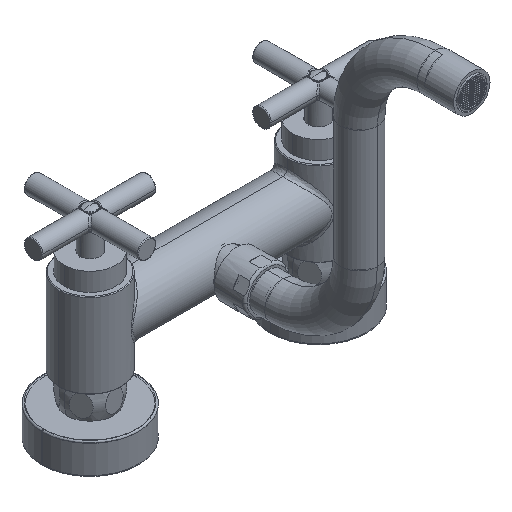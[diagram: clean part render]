
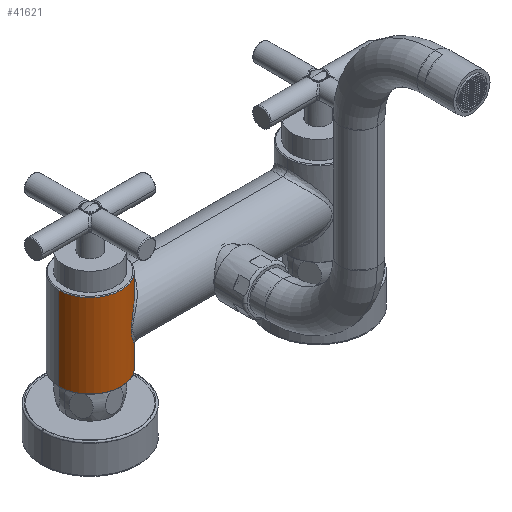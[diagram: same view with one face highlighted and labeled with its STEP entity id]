
A CAD part, isometric view. The second image highlights one B-rep face of the part: STEP entity #41621.
In plain terms, the highlighted cylindrical face has radius 20.5 mm (diameter 41 mm), a partial arc.
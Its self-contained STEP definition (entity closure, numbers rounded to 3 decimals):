
#5001=CARTESIAN_POINT('',(-75.,0.,27.4));
#5002=DIRECTION('',(0.,0.,1.));
#5003=DIRECTION('',(-1.,0.,0.));
#5004=AXIS2_PLACEMENT_3D('',#5001,#5002,#5003);
#5006=CARTESIAN_POINT('',(-54.5,0.,21.5));
#5007=CARTESIAN_POINT('',(-54.5,-0.228,
21.5));
#5008=CARTESIAN_POINT('',(-54.508,-0.685,
21.49));
#5009=CARTESIAN_POINT('',(-54.542,-1.375,
21.447));
#5010=CARTESIAN_POINT('',(-54.601,-2.069,
21.374));
#5011=CARTESIAN_POINT('',(-54.684,-2.768,
21.27));
#5012=CARTESIAN_POINT('',(-54.792,-3.471,
21.134));
#5013=CARTESIAN_POINT('',(-54.926,-4.178,
20.965));
#5014=CARTESIAN_POINT('',(-55.087,-4.887,
20.763));
#5015=CARTESIAN_POINT('',(-55.275,-5.599,
20.526));
#5016=CARTESIAN_POINT('',(-55.491,-6.313,
20.252));
#5017=CARTESIAN_POINT('',(-55.738,-7.029,
19.94));
#5018=CARTESIAN_POINT('',(-56.015,-7.747,
19.587));
#5019=CARTESIAN_POINT('',(-56.324,-8.466,
19.192));
#5020=CARTESIAN_POINT('',(-56.667,-9.186,
18.753));
#5021=CARTESIAN_POINT('',(-57.046,-9.905,
18.266));
#5022=CARTESIAN_POINT('',(-57.46,-10.622,
17.729));
#5023=CARTESIAN_POINT('',(-57.912,-11.335,
17.14));
#5024=CARTESIAN_POINT('',(-58.401,-12.04,
16.496));
#5025=CARTESIAN_POINT('',(-58.927,-12.734,
15.797));
#5026=CARTESIAN_POINT('',(-59.49,-13.415,
15.039));
#5027=CARTESIAN_POINT('',(-60.089,-14.078,
14.221));
#5028=CARTESIAN_POINT('',(-60.717,-14.715,
13.347));
#5029=CARTESIAN_POINT('',(-61.371,-15.322,
12.418));
#5030=CARTESIAN_POINT('',(-62.038,-15.89,
11.442));
#5031=CARTESIAN_POINT('',(-62.704,-16.41,
10.432));
#5032=CARTESIAN_POINT('',(-63.352,-16.875,
9.406));
#5033=CARTESIAN_POINT('',(-63.959,-17.277,
8.389));
#5034=CARTESIAN_POINT('',(-64.507,-17.614,
7.408));
#5035=CARTESIAN_POINT('',(-64.987,-17.891,
6.476));
#5036=CARTESIAN_POINT('',(-65.393,-18.111,
5.61));
#5037=CARTESIAN_POINT('',(-65.73,-18.286,
4.803));
#5038=CARTESIAN_POINT('',(-66.007,-18.423,
4.053));
#5039=CARTESIAN_POINT('',(-66.229,-18.529,
3.352));
#5040=CARTESIAN_POINT('',(-66.403,-18.611,
2.691));
#5041=CARTESIAN_POINT('',(-66.536,-18.671,
2.061));
#5042=CARTESIAN_POINT('',(-66.632,-18.715,
1.457));
#5043=CARTESIAN_POINT('',(-66.695,-18.742,
0.87));
#5044=CARTESIAN_POINT('',(-66.725,-18.756,
0.293));
#5045=CARTESIAN_POINT('',(-66.725,-18.756,
-0.281));
#5046=CARTESIAN_POINT('',(-66.695,-18.743,
-0.858));
#5047=CARTESIAN_POINT('',(-66.634,-18.715,
-1.445));
#5048=CARTESIAN_POINT('',(-66.539,-18.673,
-2.048));
#5049=CARTESIAN_POINT('',(-66.406,-18.612,
-2.677));
#5050=CARTESIAN_POINT('',(-66.233,-18.531,
-3.338));
#5051=CARTESIAN_POINT('',(-66.013,-18.426,
-4.037));
#5052=CARTESIAN_POINT('',(-65.738,-18.29,
-4.784));
#5053=CARTESIAN_POINT('',(-65.401,-18.115,
-5.59));
#5054=CARTESIAN_POINT('',(-64.996,-17.896,
-6.458));
#5055=CARTESIAN_POINT('',(-64.52,-17.622,
-7.383));
#5056=CARTESIAN_POINT('',(-63.973,-17.286,
-8.365));
#5057=CARTESIAN_POINT('',(-63.367,-16.886,
-9.381));
#5058=CARTESIAN_POINT('',(-62.722,-16.423,
-10.404));
#5059=CARTESIAN_POINT('',(-62.057,-15.905,
-11.415));
#5060=CARTESIAN_POINT('',(-61.389,-15.338,
-12.392));
#5061=CARTESIAN_POINT('',(-60.736,-14.733,
-13.321));
#5062=CARTESIAN_POINT('',(-60.107,-14.097,
-14.197));
#5063=CARTESIAN_POINT('',(-59.508,-13.435,
-15.015));
#5064=CARTESIAN_POINT('',(-58.944,-12.755,
-15.775));
#5065=CARTESIAN_POINT('',(-58.416,-12.061,
-16.476));
#5066=CARTESIAN_POINT('',(-57.926,-11.356,
-17.121));
#5067=CARTESIAN_POINT('',(-57.473,-10.644,
-17.712));
#5068=CARTESIAN_POINT('',(-57.057,-9.927,
-18.25));
#5069=CARTESIAN_POINT('',(-56.678,-9.207,
-18.739));
#5070=CARTESIAN_POINT('',(-56.333,-8.486,
-19.181));
#5071=CARTESIAN_POINT('',(-56.023,-7.766,
-19.577));
#5072=CARTESIAN_POINT('',(-55.744,-7.047,
-19.931));
#5073=CARTESIAN_POINT('',(-55.497,-6.331,
-20.244));
#5074=CARTESIAN_POINT('',(-55.28,-5.617,
-20.519));
#5075=CARTESIAN_POINT('',(-55.091,-4.906,
-20.757));
#5076=CARTESIAN_POINT('',(-54.93,-4.197,
-20.96));
#5077=CARTESIAN_POINT('',(-54.795,-3.49,
-21.13));
#5078=CARTESIAN_POINT('',(-54.686,-2.786,
-21.267));
#5079=CARTESIAN_POINT('',(-54.602,-2.084,
-21.372));
#5080=CARTESIAN_POINT('',(-54.543,-1.385,
-21.446));
#5081=CARTESIAN_POINT('',(-54.508,-0.69,
-21.49));
#5082=CARTESIAN_POINT('',(-54.5,-0.23,
-21.5));
#5083=CARTESIAN_POINT('',(-54.5,0.,-21.5));
#5085=CARTESIAN_POINT('',(-75.,0.,-27.4));
#5086=DIRECTION('',(0.,0.,-1.));
#5087=DIRECTION('',(1.,0.,0.));
#5088=AXIS2_PLACEMENT_3D('',#5085,#5086,#5087);
#5090=DIRECTION('',(0.,0.,1.));
#5091=VECTOR('',#5090,54.8);
#5092=CARTESIAN_POINT('',(-95.5,0.,
-27.4));
#5093=LINE('',#5092,#5091);
#5132=DIRECTION('',(0.,0.,1.));
#5133=VECTOR('',#5132,5.9);
#5134=CARTESIAN_POINT('',(-54.5,0.,
-27.4));
#5135=LINE('',#5134,#5133);
#5215=DIRECTION('',(0.,0.,1.));
#5216=VECTOR('',#5215,5.9);
#5217=CARTESIAN_POINT('',(-54.5,0.,21.5));
#5218=LINE('',#5217,#5216);
#30906=VERTEX_POINT('',#5006);
#30907=VERTEX_POINT('',#5083);
#30966=CARTESIAN_POINT('',(-95.5,0.,27.4));
#30967=CARTESIAN_POINT('',(-54.5,0.,27.4));
#30968=VERTEX_POINT('',#30966);
#30969=VERTEX_POINT('',#30967);
#30974=CARTESIAN_POINT('',(-54.5,0.,-27.4));
#30975=CARTESIAN_POINT('',(-95.5,0.,-27.4));
#30976=VERTEX_POINT('',#30974);
#30977=VERTEX_POINT('',#30975);
#41603=CARTESIAN_POINT('',(-75.,0.,-27.9));
#41604=DIRECTION('',(0.,0.,1.));
#41605=DIRECTION('',(1.,0.,0.));
#41606=AXIS2_PLACEMENT_3D('',#41603,#41604,#41605);
#41607=CYLINDRICAL_SURFACE('',#41606,20.5);
#41609=ORIENTED_EDGE('',*,*,#41608,.T.);
#41611=ORIENTED_EDGE('',*,*,#41610,.F.);
#41612=ORIENTED_EDGE('',*,*,#41581,.T.);
#41614=ORIENTED_EDGE('',*,*,#41613,.F.);
#41616=ORIENTED_EDGE('',*,*,#41615,.T.);
#41618=ORIENTED_EDGE('',*,*,#41617,.T.);
#41619=EDGE_LOOP('',(#41609,#41611,#41612,#41614,#41616,#41618));
#41620=FACE_OUTER_BOUND('',#41619,.F.);
#41621=ADVANCED_FACE('',(#41620),#41607,.T.);
#5005=CIRCLE('',#5004,20.5);
#5084=B_SPLINE_CURVE_WITH_KNOTS('',3,(#5006,#5007,#5008,#5009,#5010,#5011,#5012,
#5013,#5014,#5015,#5016,#5017,#5018,#5019,#5020,#5021,#5022,#5023,#5024,#5025,
#5026,#5027,#5028,#5029,#5030,#5031,#5032,#5033,#5034,#5035,#5036,#5037,#5038,
#5039,#5040,#5041,#5042,#5043,#5044,#5045,#5046,#5047,#5048,#5049,#5050,#5051,
#5052,#5053,#5054,#5055,#5056,#5057,#5058,#5059,#5060,#5061,#5062,#5063,#5064,
#5065,#5066,#5067,#5068,#5069,#5070,#5071,#5072,#5073,#5074,#5075,#5076,#5077,
#5078,#5079,#5080,#5081,#5082,#5083),.UNSPECIFIED.,.F.,.F.,(4,1,1,1,1,1,1,1,1,1,
1,1,1,1,1,1,1,1,1,1,1,1,1,1,1,1,1,1,1,1,1,1,1,1,1,1,1,1,1,1,1,1,1,1,1,1,1,1,1,1,
1,1,1,1,1,1,1,1,1,1,1,1,1,1,1,1,1,1,1,1,1,1,1,1,1,4),(0.,0.013,
0.027,0.04,0.053,0.067,0.08,
0.093,0.107,0.12,0.133,0.147,
0.16,0.173,0.187,0.2,0.213,
0.227,0.24,0.253,0.267,0.28,
0.293,0.307,0.32,0.333,0.347,
0.36,0.373,0.387,0.4,0.413,
0.427,0.44,0.453,0.467,0.48,
0.493,0.507,0.52,0.533,0.547,
0.56,0.573,0.587,0.6,0.613,
0.627,0.64,0.653,0.667,0.68,
0.693,0.707,0.72,0.733,0.747,
0.76,0.773,0.787,0.8,0.813,
0.827,0.84,0.853,0.867,0.88,
0.893,0.907,0.92,0.933,0.947,
0.96,0.973,0.987,1.),.UNSPECIFIED.);
#5089=CIRCLE('',#5088,20.5);
#41581=EDGE_CURVE('',#30906,#30907,#5084,.T.);
#41608=EDGE_CURVE('',#30968,#30969,#5005,.T.);
#41610=EDGE_CURVE('',#30906,#30969,#5218,.T.);
#41613=EDGE_CURVE('',#30976,#30907,#5135,.T.);
#41615=EDGE_CURVE('',#30976,#30977,#5089,.T.);
#41617=EDGE_CURVE('',#30977,#30968,#5093,.T.);
